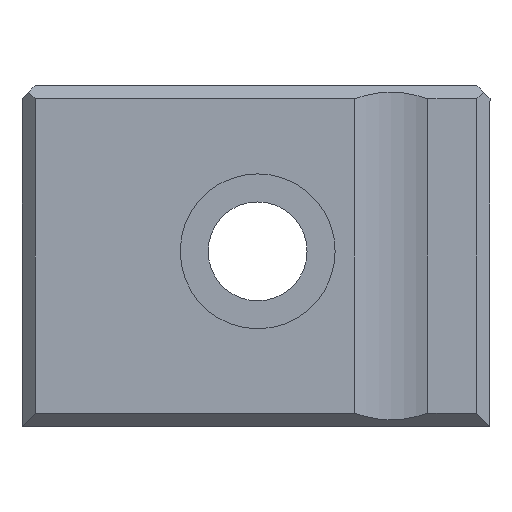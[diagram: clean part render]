
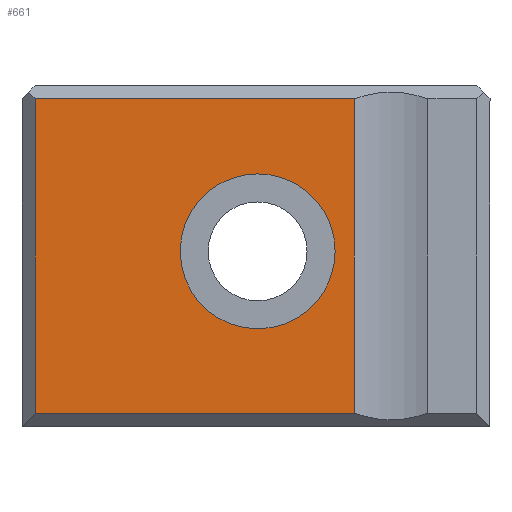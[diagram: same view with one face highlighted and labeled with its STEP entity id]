
A CAD part, front view. The second image highlights one B-rep face of the part: STEP entity #661.
In plain terms, the highlighted planar face has unit normal (0, -1, 0).
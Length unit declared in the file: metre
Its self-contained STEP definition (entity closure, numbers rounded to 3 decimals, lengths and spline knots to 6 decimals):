
#26=CIRCLE('',#708,0.00235);
#200=ORIENTED_EDGE('',*,*,#299,.F.);
#201=ORIENTED_EDGE('',*,*,#247,.T.);
#202=ORIENTED_EDGE('',*,*,#254,.T.);
#203=ORIENTED_EDGE('',*,*,#292,.T.);
#204=ORIENTED_EDGE('',*,*,#249,.T.);
#247=EDGE_CURVE('',#331,#333,#400,.T.);
#249=EDGE_CURVE('',#334,#331,#402,.T.);
#254=EDGE_CURVE('',#333,#337,#405,.T.);
#292=EDGE_CURVE('',#337,#334,#433,.T.);
#299=EDGE_CURVE('',#369,#369,#26,.T.);
#331=VERTEX_POINT('',#943);
#333=VERTEX_POINT('',#947);
#334=VERTEX_POINT('',#952);
#337=VERTEX_POINT('',#960);
#369=VERTEX_POINT('',#1080);
#400=LINE('',#948,#475);
#402=LINE('',#951,#477);
#405=LINE('',#962,#480);
#433=LINE('',#1067,#508);
#475=VECTOR('',#766,1.);
#477=VECTOR('',#770,1.);
#480=VECTOR('',#779,1.);
#508=VECTOR('',#835,1.);
#557=EDGE_LOOP('',(#200));
#558=EDGE_LOOP('',(#201,#202,#203,#204));
#596=FACE_BOUND('',#557,.T.);
#597=FACE_BOUND('',#558,.T.);
#626=PLANE('',#719);
#661=ADVANCED_FACE('',(#596,#597),#626,.T.);
#708=AXIS2_PLACEMENT_3D('',#1079,#851,#852);
#719=AXIS2_PLACEMENT_3D('',#1102,#882,#883);
#766=DIRECTION('',(0.,0.,-1.));
#770=DIRECTION('',(-1.,0.,0.));
#779=DIRECTION('',(1.,0.,0.));
#835=DIRECTION('',(0.,0.,1.));
#851=DIRECTION('',(0.,-1.,0.));
#852=DIRECTION('',(1.,0.,0.));
#882=DIRECTION('',(0.,-1.,0.));
#883=DIRECTION('',(0.,0.,1.));
#943=CARTESIAN_POINT('',(0.01331,-0.07523,-0.024884));
#947=CARTESIAN_POINT('',(0.01331,-0.07523,-0.034421));
#948=CARTESIAN_POINT('',(0.01331,-0.07523,-0.034821));
#951=CARTESIAN_POINT('',(0.03211,-0.07523,-0.024884));
#952=CARTESIAN_POINT('',(0.022997,-0.07523,-0.024884));
#960=CARTESIAN_POINT('',(0.022997,-0.07523,-0.034421));
#962=CARTESIAN_POINT('',(0.022997,-0.07523,-0.034421));
#1067=CARTESIAN_POINT('',(0.022997,-0.07523,-0.022484));
#1079=CARTESIAN_POINT('',(0.02006,-0.07523,-0.029512));
#1080=CARTESIAN_POINT('',(0.02241,-0.07523,-0.029512));
#1102=CARTESIAN_POINT('',(0.03211,-0.07523,-0.059484));
